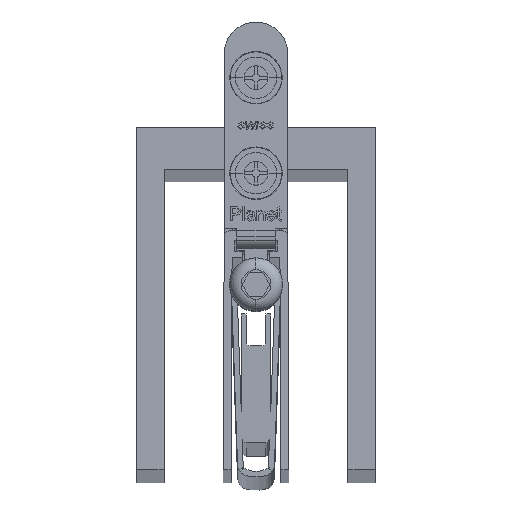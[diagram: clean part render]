
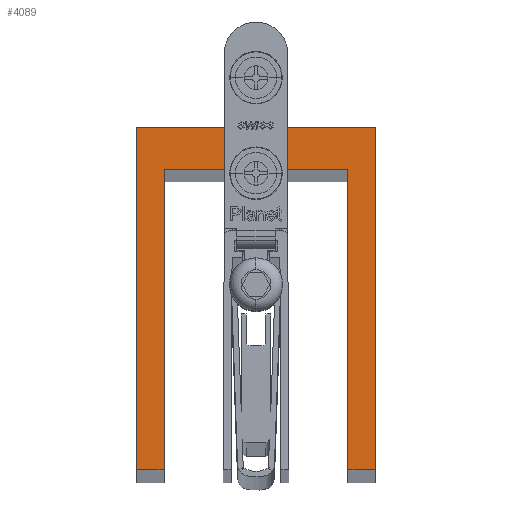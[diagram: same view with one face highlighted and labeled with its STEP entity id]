
A CAD part, top view. The second image highlights one B-rep face of the part: STEP entity #4089.
In plain terms, the highlighted planar face has unit normal (0, 0, 1).
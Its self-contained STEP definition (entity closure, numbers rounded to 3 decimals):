
#962 = DIRECTION ( 'NONE',  ( 1., 0., 0. ) ) ;
#1575 = DIRECTION ( 'NONE',  ( 1., 0., 0. ) ) ;
#2192 = ORIENTED_EDGE ( 'NONE', *, *, #60446, .T. ) ;
#3598 = VERTEX_POINT ( 'NONE', #64690 ) ;
#4089 = ADVANCED_FACE ( 'NONE', ( #63129 ), #107871, .T. ) ;
#5847 = LINE ( 'NONE', #76748, #50457 ) ;
#8163 = VERTEX_POINT ( 'NONE', #25944 ) ;
#8402 = VECTOR ( 'NONE', #80726, 1000. ) ;
#13317 = DIRECTION ( 'NONE',  ( 0., 1., 0. ) ) ;
#14690 = DIRECTION ( 'NONE',  ( 0., -1., 0. ) ) ;
#14865 = DIRECTION ( 'NONE',  ( 1., 0., 0. ) ) ;
#15251 = LINE ( 'NONE', #113410, #42962 ) ;
#21959 = CARTESIAN_POINT ( 'NONE',  ( 11.55, 37.8, 912. ) ) ;
#21967 = EDGE_CURVE ( 'NONE', #8163, #64778, #78491, .T. ) ;
#22567 = ORIENTED_EDGE ( 'NONE', *, *, #21967, .T. ) ;
#25944 = CARTESIAN_POINT ( 'NONE',  ( -11.55, 0., 912. ) ) ;
#26591 = CARTESIAN_POINT ( 'NONE',  ( 11.55, 0., 912. ) ) ;
#26626 = EDGE_CURVE ( 'NONE', #81341, #33074, #66767, .T. ) ;
#30165 = CARTESIAN_POINT ( 'NONE',  ( 15., 0., 912. ) ) ;
#31420 = EDGE_CURVE ( 'NONE', #3598, #8163, #80841, .T. ) ;
#33074 = VERTEX_POINT ( 'NONE', #50279 ) ;
#34689 = LINE ( 'NONE', #26591, #54201 ) ;
#39860 = ORIENTED_EDGE ( 'NONE', *, *, #31420, .T. ) ;
#42962 = VECTOR ( 'NONE', #14690, 1000. ) ;
#43707 = CARTESIAN_POINT ( 'NONE',  ( -11.55, 37.8, 912. ) ) ;
#44815 = DIRECTION ( 'NONE',  ( 1., 0., 0. ) ) ;
#45271 = LINE ( 'NONE', #79592, #8402 ) ;
#45954 = CARTESIAN_POINT ( 'NONE',  ( -15., 0., 912. ) ) ;
#50279 = CARTESIAN_POINT ( 'NONE',  ( 15., 43., 912. ) ) ;
#50457 = VECTOR ( 'NONE', #85442, 1000. ) ;
#50980 = CARTESIAN_POINT ( 'NONE',  ( -15., 43., 912. ) ) ;
#52331 = CARTESIAN_POINT ( 'NONE',  ( -11.55, 37.8, 912. ) ) ;
#54201 = VECTOR ( 'NONE', #1575, 1000. ) ;
#57064 = ORIENTED_EDGE ( 'NONE', *, *, #74822, .T. ) ;
#59498 = AXIS2_PLACEMENT_3D ( 'NONE', #92140, #80571, #962 ) ;
#60446 = EDGE_CURVE ( 'NONE', #64778, #98742, #86310, .T. ) ;
#63129 = FACE_OUTER_BOUND ( 'NONE', #71980, .T. ) ;
#63381 = VERTEX_POINT ( 'NONE', #50980 ) ;
#64690 = CARTESIAN_POINT ( 'NONE',  ( -15., 0., 912. ) ) ;
#64778 = VERTEX_POINT ( 'NONE', #43707 ) ;
#66767 = LINE ( 'NONE', #74912, #114766 ) ;
#69799 = VECTOR ( 'NONE', #14865, 1000. ) ;
#71980 = EDGE_LOOP ( 'NONE', ( #112673, #39860, #22567, #2192, #96379, #106081, #75091, #57064 ) ) ;
#74822 = EDGE_CURVE ( 'NONE', #33074, #63381, #5847, .T. ) ;
#74912 = CARTESIAN_POINT ( 'NONE',  ( 15., 43., 912. ) ) ;
#75091 = ORIENTED_EDGE ( 'NONE', *, *, #26626, .T. ) ;
#76748 = CARTESIAN_POINT ( 'NONE',  ( -15., 43., 912. ) ) ;
#78491 = LINE ( 'NONE', #52331, #82888 ) ;
#79592 = CARTESIAN_POINT ( 'NONE',  ( 11.55, 37.8, 912. ) ) ;
#80571 = DIRECTION ( 'NONE',  ( 0., 0., 1. ) ) ;
#80726 = DIRECTION ( 'NONE',  ( 0., -1., 0. ) ) ;
#80841 = LINE ( 'NONE', #45954, #86727 ) ;
#81341 = VERTEX_POINT ( 'NONE', #30165 ) ;
#82888 = VECTOR ( 'NONE', #102914, 1000. ) ;
#84494 = EDGE_CURVE ( 'NONE', #63381, #3598, #15251, .T. ) ;
#85442 = DIRECTION ( 'NONE',  ( -1., 0., 0. ) ) ;
#85891 = EDGE_CURVE ( 'NONE', #92242, #81341, #34689, .T. ) ;
#86310 = LINE ( 'NONE', #102049, #69799 ) ;
#86727 = VECTOR ( 'NONE', #44815, 1000. ) ;
#92140 = CARTESIAN_POINT ( 'NONE',  ( 0., 0., 912. ) ) ;
#92242 = VERTEX_POINT ( 'NONE', #109009 ) ;
#96379 = ORIENTED_EDGE ( 'NONE', *, *, #96479, .T. ) ;
#96479 = EDGE_CURVE ( 'NONE', #98742, #92242, #45271, .T. ) ;
#98742 = VERTEX_POINT ( 'NONE', #21959 ) ;
#102049 = CARTESIAN_POINT ( 'NONE',  ( -11.55, 37.8, 912. ) ) ;
#102914 = DIRECTION ( 'NONE',  ( 0., 1., 0. ) ) ;
#106081 = ORIENTED_EDGE ( 'NONE', *, *, #85891, .T. ) ;
#107871 = PLANE ( 'NONE',  #59498 ) ;
#109009 = CARTESIAN_POINT ( 'NONE',  ( 11.55, 0., 912. ) ) ;
#112673 = ORIENTED_EDGE ( 'NONE', *, *, #84494, .T. ) ;
#113410 = CARTESIAN_POINT ( 'NONE',  ( -15., 43., 912. ) ) ;
#114766 = VECTOR ( 'NONE', #13317, 1000. ) ;
